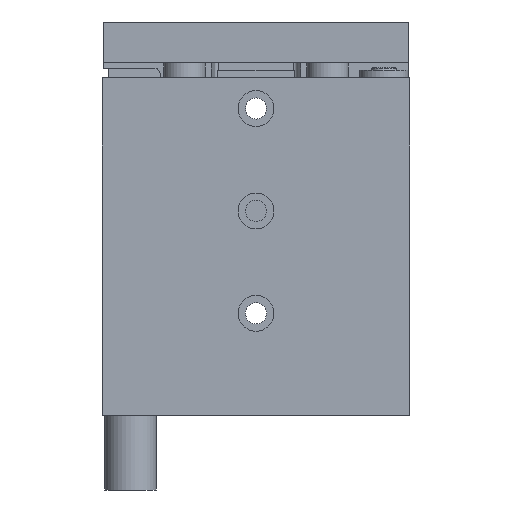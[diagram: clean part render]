
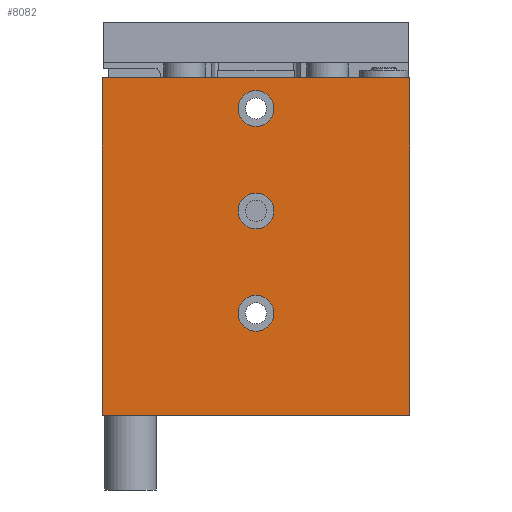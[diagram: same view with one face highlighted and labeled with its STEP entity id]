
A CAD part, front view. The second image highlights one B-rep face of the part: STEP entity #8082.
In plain terms, the highlighted planar face has unit normal (0, -1, 0).
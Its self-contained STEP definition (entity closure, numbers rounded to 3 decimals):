
#127=LINE('',#11809,#601);
#161=LINE('',#11885,#635);
#183=LINE('',#11977,#657);
#184=LINE('',#11985,#658);
#601=VECTOR('',#9499,1000.);
#635=VECTOR('',#9551,1000.);
#657=VECTOR('',#9621,1000.);
#658=VECTOR('',#9630,1000.);
#1072=PLANE('',#8587);
#1383=ORIENTED_EDGE('',*,*,#3264,.F.);
#1384=ORIENTED_EDGE('',*,*,#3265,.F.);
#1385=ORIENTED_EDGE('',*,*,#3266,.F.);
#1386=ORIENTED_EDGE('',*,*,#3183,.F.);
#1387=ORIENTED_EDGE('',*,*,#3263,.F.);
#1388=ORIENTED_EDGE('',*,*,#3221,.T.);
#1389=ORIENTED_EDGE('',*,*,#3267,.T.);
#3183=EDGE_CURVE('',#4130,#4131,#127,.T.);
#3221=EDGE_CURVE('',#4164,#4163,#161,.T.);
#3263=EDGE_CURVE('',#4164,#4130,#183,.T.);
#3264=EDGE_CURVE('',#4200,#4200,#4824,.T.);
#3265=EDGE_CURVE('',#4201,#4201,#4825,.T.);
#3266=EDGE_CURVE('',#4202,#4202,#4826,.T.);
#3267=EDGE_CURVE('',#4163,#4131,#184,.T.);
#4130=VERTEX_POINT('',#11808);
#4131=VERTEX_POINT('',#11810);
#4163=VERTEX_POINT('',#11884);
#4164=VERTEX_POINT('',#11886);
#4200=VERTEX_POINT('',#11980);
#4201=VERTEX_POINT('',#11982);
#4202=VERTEX_POINT('',#11984);
#4824=CIRCLE('',#8588,3.5);
#4825=CIRCLE('',#8589,3.5);
#4826=CIRCLE('',#8590,3.5);
#5261=EDGE_LOOP('',(#1383));
#5262=EDGE_LOOP('',(#1384));
#5263=EDGE_LOOP('',(#1385));
#5264=EDGE_LOOP('',(#1386,#1387,#1388,#1389));
#5907=FACE_BOUND('',#5261,.T.);
#5908=FACE_BOUND('',#5262,.T.);
#5909=FACE_BOUND('',#5263,.T.);
#5910=FACE_BOUND('',#5264,.T.);
#8082=ADVANCED_FACE('',(#5907,#5908,#5909,#5910),#1072,.T.);
#8587=AXIS2_PLACEMENT_3D('',#11978,#9622,#9623);
#8588=AXIS2_PLACEMENT_3D('',#11979,#9624,#9625);
#8589=AXIS2_PLACEMENT_3D('',#11981,#9626,#9627);
#8590=AXIS2_PLACEMENT_3D('',#11983,#9628,#9629);
#9499=DIRECTION('',(1.,0.,0.));
#9551=DIRECTION('',(1.,0.,0.));
#9621=DIRECTION('',(0.,0.,1.));
#9622=DIRECTION('',(0.,-1.,0.));
#9623=DIRECTION('',(0.,0.,-1.));
#9624=DIRECTION('',(0.,-1.,0.));
#9625=DIRECTION('',(0.,0.,-1.));
#9626=DIRECTION('',(0.,-1.,0.));
#9627=DIRECTION('',(0.,0.,-1.));
#9628=DIRECTION('',(0.,-1.,0.));
#9629=DIRECTION('',(0.,0.,-1.));
#9630=DIRECTION('',(0.,0.,1.));
#11808=CARTESIAN_POINT('',(-30.,0.,0.));
#11809=CARTESIAN_POINT('',(-30.,0.,0.));
#11810=CARTESIAN_POINT('',(30.,0.,0.));
#11884=CARTESIAN_POINT('',(30.,0.,-66.));
#11885=CARTESIAN_POINT('',(-30.,0.,-66.));
#11886=CARTESIAN_POINT('',(-30.,0.,-66.));
#11977=CARTESIAN_POINT('',(-30.,0.,-66.));
#11978=CARTESIAN_POINT('',(-30.,0.,-66.));
#11979=CARTESIAN_POINT('',(0.,0.,-26.));
#11980=CARTESIAN_POINT('',(0.,0.,-29.5));
#11981=CARTESIAN_POINT('',(0.,0.,-46.));
#11982=CARTESIAN_POINT('',(0.,0.,-49.5));
#11983=CARTESIAN_POINT('',(0.,0.,-6.));
#11984=CARTESIAN_POINT('',(0.,0.,-9.5));
#11985=CARTESIAN_POINT('',(30.,0.,-66.));
